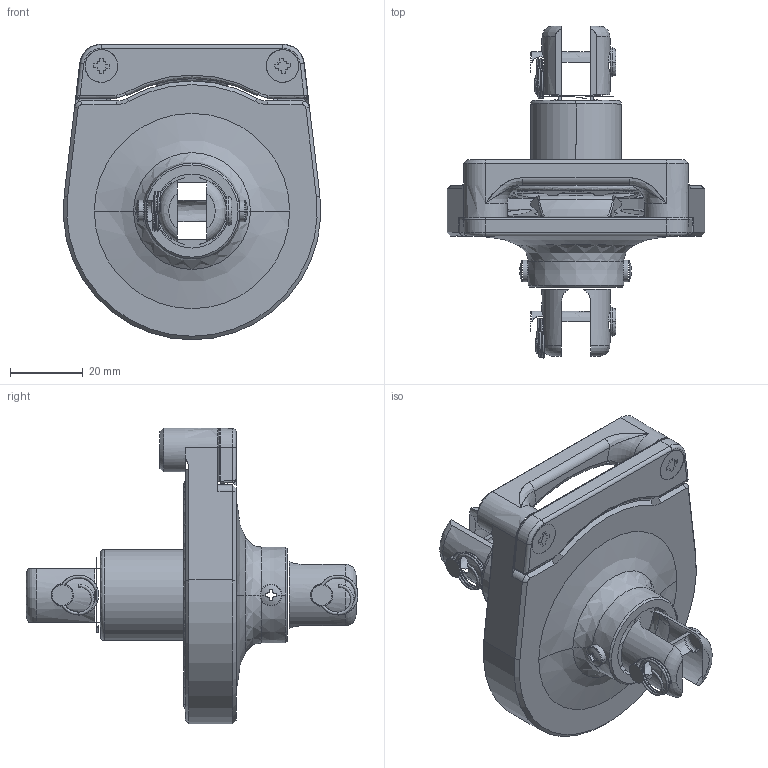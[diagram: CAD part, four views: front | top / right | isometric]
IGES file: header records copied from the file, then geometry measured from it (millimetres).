
Start section:  PTC IGES file: a4907.igs
Global section: file name: a4907.igs; native system: Creo Parametric by PTC Inc.; preprocessor: 2022414; author: Tom Clayton; organization: Unknown; date: 20230810.143943; units: millimetre
Bounding box: 70.91 x 91.5 x 81.5 mm (x, y, z)
Surface area: 25135.9 mm2 (no closed solid volume)
Topology: 0 solids, 0 shells, 173 faces, 1028 edges, 1028 vertices
Faces by surface type: revolution 109, bspline 64
